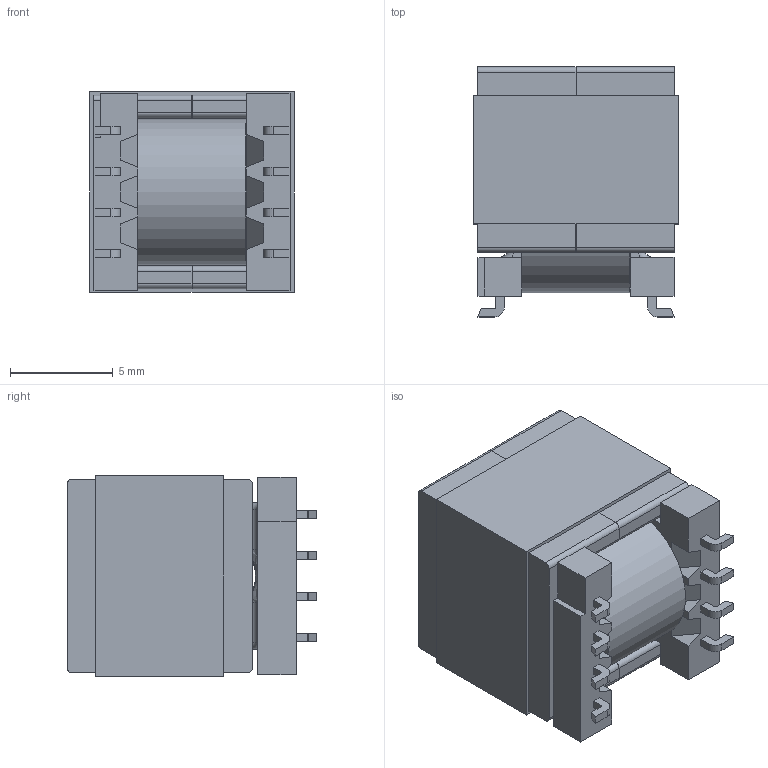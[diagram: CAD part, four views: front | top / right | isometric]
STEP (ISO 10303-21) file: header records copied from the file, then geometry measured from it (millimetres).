
FILE_DESCRIPTION (( 'STEP AP214' ), '1' );
FILE_NAME ('EPX9_5103.STEP', '2019-01-31T20:42:00', ( '' ), ( '' ), 'SwSTEP 2.0', 'SolidWorks 2017', '' );
FILE_SCHEMA (( 'AUTOMOTIVE_DESIGN' ));
Length unit declared in the file: inch
Products named in the file (5): 440-9988-1293; 150-1293_6D; 070-5103_coil; 070-5103_6B; EPX9_5103
Assembly tree (5 placements, depth 2):
  EPX9_5103
    070-5103_6B
    070-5103_coil
    150-1293_6D  x2
    440-9988-1293
Bounding box: 9.92 x 12.13 x 9.72 mm (x, y, z)
Volume: 951.9 mm3; surface area: 2174.6 mm2
Topology: 5 solids, 5 shells, 218 faces, 570 edges, 370 vertices
Faces by surface type: plane 138, cylinder 62, torus 16, bspline 2
Entity records: 7837 total; most frequent: CARTESIAN_POINT 1205, DIRECTION 1033, ORIENTED_EDGE 1026, EDGE_CURVE 513, LINE 377, VECTOR 377, VERTEX_POINT 332, AXIS2_PLACEMENT_3D 328
